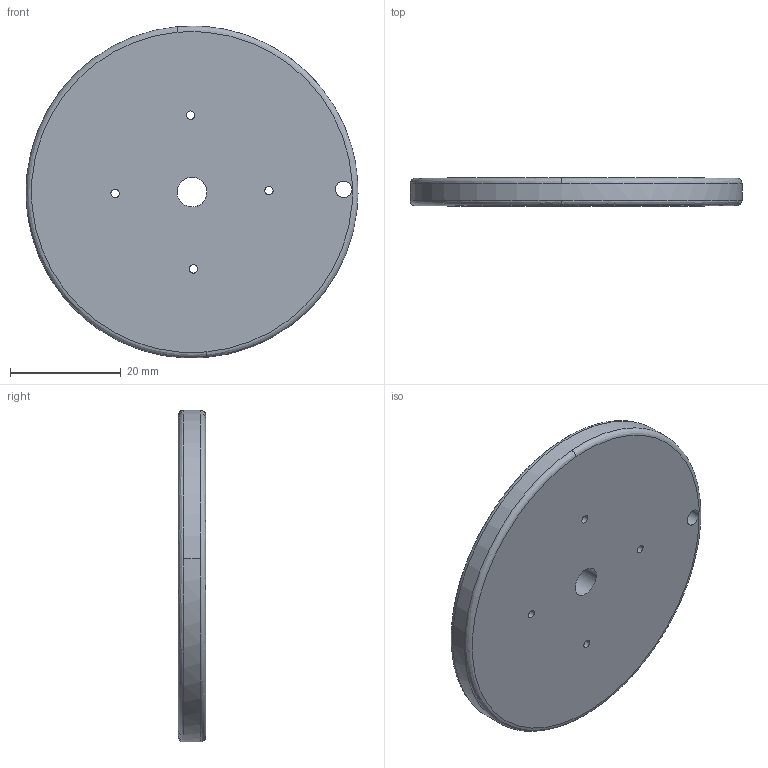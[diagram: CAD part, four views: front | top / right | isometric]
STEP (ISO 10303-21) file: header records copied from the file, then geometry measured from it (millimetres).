
FILE_DESCRIPTION (( 'STEP AP203' ), '1' );
FILE_NAME ('Roda.iges_Predeterminado_sldprt.STEP', '2025-03-05T21:44:24', ( '' ), ( '' ), 'SwSTEP 2.0', 'SolidWorks 2025', '' );
FILE_SCHEMA (( 'CONFIG_CONTROL_DESIGN' ));
Length unit declared in the file: millimetre
Products named in the file (1): Roda.iges_Predeterminado_sldprt
Bounding box: 59.99 x 5 x 59.98 mm (x, y, z)
Volume: 13871.8 mm3; surface area: 6587 mm2
Topology: 1 solids, 1 shells, 20 faces, 70 edges, 52 vertices
Faces by surface type: cylinder 14, bspline 4, plane 2
Entity records: 1409 total; most frequent: CARTESIAN_POINT 849, ORIENTED_EDGE 140, EDGE_CURVE 70, B_SPLINE_CURVE_WITH_KNOTS 66, VERTEX_POINT 52, DIRECTION 34, EDGE_LOOP 32, ADVANCED_FACE 20
